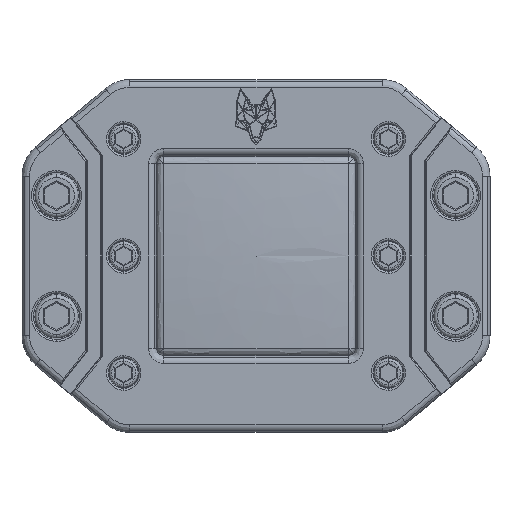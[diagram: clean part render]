
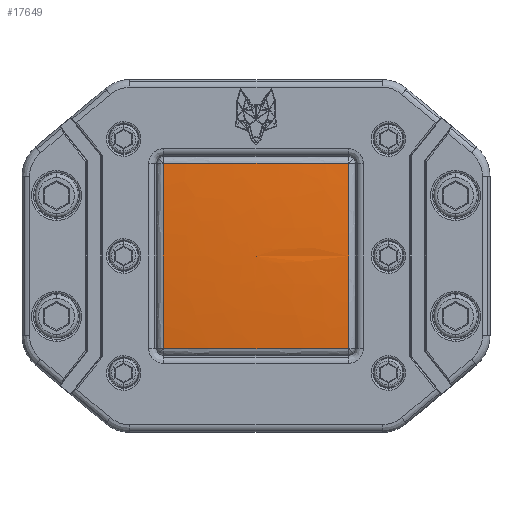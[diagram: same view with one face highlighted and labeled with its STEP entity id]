
A CAD part, front view. The second image highlights one B-rep face of the part: STEP entity #17649.
In plain terms, the highlighted free-form (B-spline) face has degree [2, 2] with [7, 3] control points.
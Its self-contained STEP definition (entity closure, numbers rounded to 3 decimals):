
#17186 = VERTEX_POINT('',#17187);
#17187 = CARTESIAN_POINT('',(27.244,7375.546,
    4857.314));
#17223 = VERTEX_POINT('',#17224);
#17224 = CARTESIAN_POINT('',(27.244,7375.546,
    4911.802));
#17260 = VERTEX_POINT('',#17261);
#17261 = CARTESIAN_POINT('',(-27.244,7375.546,
    4857.314));
#17297 = VERTEX_POINT('',#17298);
#17298 = CARTESIAN_POINT('',(-27.244,7375.546,
    4911.802));
#17338 = EDGE_CURVE('',#17223,#17339,#17341,.T.);
#17339 = VERTEX_POINT('',#17340);
#17340 = CARTESIAN_POINT('',(27.244,7374.597,
    4884.558));
#17341 = ( BOUNDED_CURVE() B_SPLINE_CURVE(2,(#17342,#17343,#17344),
.UNSPECIFIED.,.F.,.F.) B_SPLINE_CURVE_WITH_KNOTS((3,3),(6.214,
6.283),.PIECEWISE_BEZIER_KNOTS.) CURVE() 
GEOMETRIC_REPRESENTATION_ITEM() RATIONAL_B_SPLINE_CURVE((1.,
0.999,1.)) REPRESENTATION_ITEM('') );
#17342 = CARTESIAN_POINT('',(27.244,7375.546,
    4911.802));
#17343 = CARTESIAN_POINT('',(27.244,7374.597,
    4898.197));
#17344 = CARTESIAN_POINT('',(27.244,7374.597,
    4884.558));
#17346 = EDGE_CURVE('',#17339,#17186,#17347,.T.);
#17347 = ( BOUNDED_CURVE() B_SPLINE_CURVE(2,(#17348,#17349,#17350),
.UNSPECIFIED.,.F.,.F.) B_SPLINE_CURVE_WITH_KNOTS((3,3),(6.283,
6.353),.PIECEWISE_BEZIER_KNOTS.) CURVE() 
GEOMETRIC_REPRESENTATION_ITEM() RATIONAL_B_SPLINE_CURVE((1.,
0.999,1.)) REPRESENTATION_ITEM('') );
#17348 = CARTESIAN_POINT('',(27.244,7374.597,
    4884.558));
#17349 = CARTESIAN_POINT('',(27.244,7374.597,
    4870.92));
#17350 = CARTESIAN_POINT('',(27.244,7375.546,
    4857.314));
#17380 = EDGE_CURVE('',#17297,#17223,#17381,.T.);
#17381 = ( BOUNDED_CURVE() B_SPLINE_CURVE(2,(#17382,#17383,#17384),
.UNSPECIFIED.,.F.,.F.) B_SPLINE_CURVE_WITH_KNOTS((3,3),(6.214,
6.353),.PIECEWISE_BEZIER_KNOTS.) CURVE() 
GEOMETRIC_REPRESENTATION_ITEM() RATIONAL_B_SPLINE_CURVE((1.,
0.998,1.)) REPRESENTATION_ITEM('') );
#17382 = CARTESIAN_POINT('',(-27.244,7375.546,
    4911.802));
#17383 = CARTESIAN_POINT('',(0.,7373.646,
    4911.802));
#17384 = CARTESIAN_POINT('',(27.244,7375.546,
    4911.802));
#17414 = EDGE_CURVE('',#17260,#17297,#17415,.T.);
#17415 = ( BOUNDED_CURVE() B_SPLINE_CURVE(2,(#17416,#17417,#17418),
.UNSPECIFIED.,.F.,.F.) B_SPLINE_CURVE_WITH_KNOTS((3,3),(6.214,
6.353),.PIECEWISE_BEZIER_KNOTS.) CURVE() 
GEOMETRIC_REPRESENTATION_ITEM() RATIONAL_B_SPLINE_CURVE((1.,
0.998,1.)) REPRESENTATION_ITEM('') );
#17416 = CARTESIAN_POINT('',(-27.244,7375.546,
    4857.314));
#17417 = CARTESIAN_POINT('',(-27.244,7373.646,
    4884.558));
#17418 = CARTESIAN_POINT('',(-27.244,7375.546,
    4911.802));
#17469 = EDGE_CURVE('',#17186,#17260,#17470,.T.);
#17470 = ( BOUNDED_CURVE() B_SPLINE_CURVE(2,(#17471,#17472,#17473),
.UNSPECIFIED.,.F.,.F.) B_SPLINE_CURVE_WITH_KNOTS((3,3),(6.214,
6.353),.PIECEWISE_BEZIER_KNOTS.) CURVE() 
GEOMETRIC_REPRESENTATION_ITEM() RATIONAL_B_SPLINE_CURVE((1.,
0.998,1.)) REPRESENTATION_ITEM('') );
#17471 = CARTESIAN_POINT('',(27.244,7375.546,
    4857.314));
#17472 = CARTESIAN_POINT('',(0.,7373.646,
    4857.314));
#17473 = CARTESIAN_POINT('',(-27.244,7375.546,
    4857.314));
#17649 = ADVANCED_FACE('',(#17650),#17668,.T.);
#17650 = FACE_BOUND('',#17651,.T.);
#17651 = EDGE_LOOP('',(#17652,#17653,#17663,#17664,#17665,#17666,#17667)
  );
#17652 = ORIENTED_EDGE('',*,*,#17346,.F.);
#17653 = ORIENTED_EDGE('',*,*,#17654,.F.);
#17654 = EDGE_CURVE('',#17655,#17339,#17657,.T.);
#17655 = VERTEX_POINT('',#17656);
#17656 = CARTESIAN_POINT('',(0.,7373.651,
    4884.558));
#17657 = B_SPLINE_CURVE_WITH_KNOTS('',4,(#17658,#17659,#17660,#17661,
    #17662),.UNSPECIFIED.,.F.,.F.,(5,5),(-1.571,-1.501
    ),.PIECEWISE_BEZIER_KNOTS.);
#17658 = CARTESIAN_POINT('',(0.,7373.651,
    4884.558));
#17659 = CARTESIAN_POINT('',(6.816,7373.651,
    4884.558));
#17660 = CARTESIAN_POINT('',(13.633,7373.809,
    4884.558));
#17661 = CARTESIAN_POINT('',(20.444,7374.124,
    4884.558));
#17662 = CARTESIAN_POINT('',(27.244,7374.597,
    4884.558));
#17663 = ORIENTED_EDGE('',*,*,#17654,.T.);
#17664 = ORIENTED_EDGE('',*,*,#17338,.F.);
#17665 = ORIENTED_EDGE('',*,*,#17380,.F.);
#17666 = ORIENTED_EDGE('',*,*,#17414,.F.);
#17667 = ORIENTED_EDGE('',*,*,#17469,.F.);
#17668 = ( BOUNDED_SURFACE() B_SPLINE_SURFACE(2,2,(
    (#17669,#17670,#17671)
    ,(#17672,#17673,#17674)
    ,(#17675,#17676,#17677)
    ,(#17678,#17679,#17680)
    ,(#17681,#17682,#17683)
    ,(#17684,#17685,#17686)
    ,(#17687,#17688,#17689
)),.UNSPECIFIED.,.T.,.F.,.F.) B_SPLINE_SURFACE_WITH_KNOTS((1,2,2,2,2,1),
  (3,3),(-2.094,0.,2.094,4.189,6.283,
    8.378),(-1.571,-1.472),.UNSPECIFIED.) 
GEOMETRIC_REPRESENTATION_ITEM() RATIONAL_B_SPLINE_SURFACE((
    (1.,0.999,1.)
    ,(0.5,0.499,0.5)
    ,(1.,0.999,1.)
    ,(0.5,0.499,0.5)
    ,(1.,0.999,1.)
    ,(0.5,0.499,0.5)
,(1.,0.999,1.))) REPRESENTATION_ITEM('') SURFACE() );
#17669 = CARTESIAN_POINT('',(0.,7373.651,
    4884.558));
#17670 = CARTESIAN_POINT('',(19.311,7373.651,
    4884.558));
#17671 = CARTESIAN_POINT('',(38.529,7375.546,
    4884.558));
#17672 = CARTESIAN_POINT('',(0.,7373.651,
    4884.558));
#17673 = CARTESIAN_POINT('',(19.311,7373.651,
    4851.111));
#17674 = CARTESIAN_POINT('',(38.529,7375.546,
    4817.825));
#17675 = CARTESIAN_POINT('',(0.,7373.651,
    4884.558));
#17676 = CARTESIAN_POINT('',(-9.655,7373.651,
    4867.835));
#17677 = CARTESIAN_POINT('',(-19.264,7375.546,
    4851.192));
#17678 = CARTESIAN_POINT('',(0.,7373.651,
    4884.558));
#17679 = CARTESIAN_POINT('',(-38.622,7373.651,
    4884.558));
#17680 = CARTESIAN_POINT('',(-77.057,7375.546,
    4884.558));
#17681 = CARTESIAN_POINT('',(0.,7373.651,
    4884.558));
#17682 = CARTESIAN_POINT('',(-9.655,7373.651,
    4901.282));
#17683 = CARTESIAN_POINT('',(-19.264,7375.546,
    4917.925));
#17684 = CARTESIAN_POINT('',(0.,7373.651,
    4884.558));
#17685 = CARTESIAN_POINT('',(19.311,7373.651,
    4918.006));
#17686 = CARTESIAN_POINT('',(38.529,7375.546,
    4951.292));
#17687 = CARTESIAN_POINT('',(0.,7373.651,
    4884.558));
#17688 = CARTESIAN_POINT('',(19.311,7373.651,
    4884.558));
#17689 = CARTESIAN_POINT('',(38.529,7375.546,
    4884.558));
